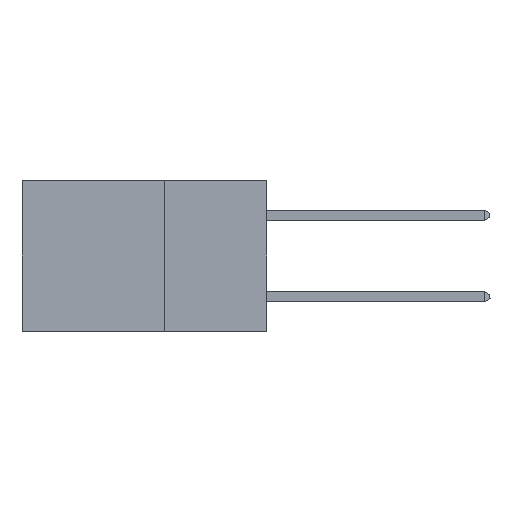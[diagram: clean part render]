
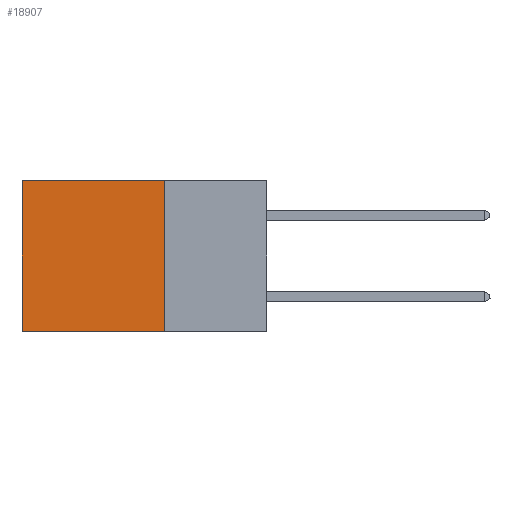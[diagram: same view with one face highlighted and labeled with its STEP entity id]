
A CAD part, left-side view. The second image highlights one B-rep face of the part: STEP entity #18907.
In plain terms, the highlighted planar face has unit normal (-1, 0, 0).
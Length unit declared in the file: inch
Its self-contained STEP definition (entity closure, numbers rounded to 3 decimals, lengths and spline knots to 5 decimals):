
#418 = PLANE ( 'NONE',  #23995 ) ;
#707 = VECTOR ( 'NONE', #10223, 39.37008 ) ;
#866 = EDGE_CURVE ( 'NONE', #1998, #19469, #1773, .T. ) ;
#1773 = LINE ( 'NONE', #6807, #9296 ) ;
#1998 = VERTEX_POINT ( 'NONE', #23731 ) ;
#2744 = DIRECTION ( 'NONE',  ( 0., 1., 0. ) ) ;
#4496 = FACE_OUTER_BOUND ( 'NONE', #9429, .T. ) ;
#4627 = CARTESIAN_POINT ( 'NONE',  ( 0.2875, 0.6, 0. ) ) ;
#4657 = CARTESIAN_POINT ( 'NONE',  ( 0.2875, 0.25, 0. ) ) ;
#6691 = EDGE_CURVE ( 'NONE', #1998, #12992, #17162, .T. ) ;
#6807 = CARTESIAN_POINT ( 'NONE',  ( 0.2875, 0.25, 0. ) ) ;
#9167 = VERTEX_POINT ( 'NONE', #20779 ) ;
#9296 = VECTOR ( 'NONE', #10972, 39.37008 ) ;
#9429 = EDGE_LOOP ( 'NONE', ( #17711, #11084, #25330, #26918 ) ) ;
#10223 = DIRECTION ( 'NONE',  ( 0., 0., -1. ) ) ;
#10561 = DIRECTION ( 'NONE',  ( 0., 0., -1. ) ) ;
#10972 = DIRECTION ( 'NONE',  ( 0., 1., 0. ) ) ;
#11084 = ORIENTED_EDGE ( 'NONE', *, *, #26449, .F. ) ;
#11925 = LINE ( 'NONE', #15175, #19763 ) ;
#12992 = VERTEX_POINT ( 'NONE', #16980 ) ;
#13145 = LINE ( 'NONE', #26931, #707 ) ;
#15175 = CARTESIAN_POINT ( 'NONE',  ( 0.2875, 0.25, -0.37 ) ) ;
#15891 = DIRECTION ( 'NONE',  ( 1., 0., 0. ) ) ;
#16980 = CARTESIAN_POINT ( 'NONE',  ( 0.2875, 0.25, -0.37 ) ) ;
#17162 = LINE ( 'NONE', #19047, #23073 ) ;
#17711 = ORIENTED_EDGE ( 'NONE', *, *, #23579, .T. ) ;
#17882 = DIRECTION ( 'NONE',  ( 0., 0., -1. ) ) ;
#18907 = ADVANCED_FACE ( 'NONE', ( #4496 ), #418, .F. ) ;
#19047 = CARTESIAN_POINT ( 'NONE',  ( 0.2875, 0.25, 0. ) ) ;
#19469 = VERTEX_POINT ( 'NONE', #4627 ) ;
#19763 = VECTOR ( 'NONE', #2744, 39.37008 ) ;
#20779 = CARTESIAN_POINT ( 'NONE',  ( 0.2875, 0.6, -0.37 ) ) ;
#23073 = VECTOR ( 'NONE', #10561, 39.37008 ) ;
#23579 = EDGE_CURVE ( 'NONE', #19469, #9167, #13145, .T. ) ;
#23731 = CARTESIAN_POINT ( 'NONE',  ( 0.2875, 0.25, 0. ) ) ;
#23995 = AXIS2_PLACEMENT_3D ( 'NONE', #4657, #15891, #17882 ) ;
#25330 = ORIENTED_EDGE ( 'NONE', *, *, #6691, .F. ) ;
#26449 = EDGE_CURVE ( 'NONE', #12992, #9167, #11925, .T. ) ;
#26918 = ORIENTED_EDGE ( 'NONE', *, *, #866, .T. ) ;
#26931 = CARTESIAN_POINT ( 'NONE',  ( 0.2875, 0.6, 0. ) ) ;
